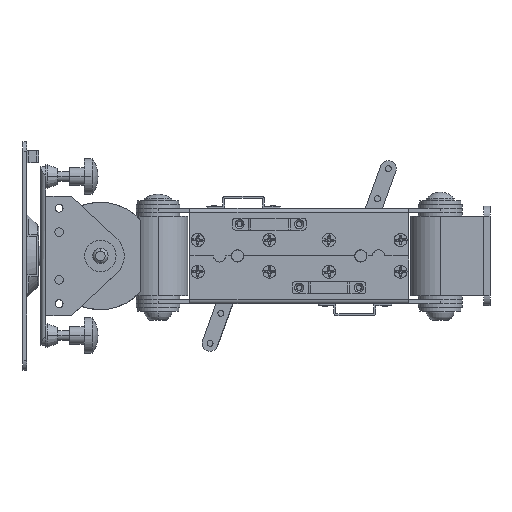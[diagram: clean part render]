
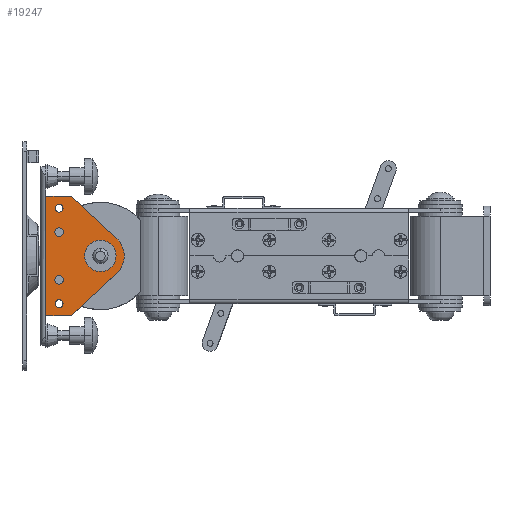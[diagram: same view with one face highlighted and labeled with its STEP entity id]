
A CAD part, top view. The second image highlights one B-rep face of the part: STEP entity #19247.
In plain terms, the highlighted face is planar.
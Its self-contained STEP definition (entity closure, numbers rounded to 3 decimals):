
#1366 = CARTESIAN_POINT ( 'NONE',  ( 9.2, -15.6, -22. ) ) ;
#1370 = CARTESIAN_POINT ( 'NONE',  ( 9.2, -15.6, -26. ) ) ;
#2023 = ORIENTED_EDGE ( 'NONE', *, *, #24135, .T. ) ;
#2025 = ORIENTED_EDGE ( 'NONE', *, *, #24062, .T. ) ;
#2027 = ORIENTED_EDGE ( 'NONE', *, *, #24060, .T. ) ;
#2028 = ORIENTED_EDGE ( 'NONE', *, *, #24061, .F. ) ;
#2029 = ORIENTED_EDGE ( 'NONE', *, *, #24063, .T. ) ;
#2030 = ORIENTED_EDGE ( 'NONE', *, *, #22506, .F. ) ;
#2031 = ORIENTED_EDGE ( 'NONE', *, *, #24065, .T. ) ;
#2032 = ORIENTED_EDGE ( 'NONE', *, *, #22517, .T. ) ;
#2033 = ORIENTED_EDGE ( 'NONE', *, *, #22525, .T. ) ;
#2034 = ORIENTED_EDGE ( 'NONE', *, *, #24066, .T. ) ;
#2035 = ORIENTED_EDGE ( 'NONE', *, *, #24064, .T. ) ;
#2036 = ORIENTED_EDGE ( 'NONE', *, *, #6531, .T. ) ;
#2037 = ORIENTED_EDGE ( 'NONE', *, *, #6532, .T. ) ;
#2341 = CARTESIAN_POINT ( 'NONE',  ( 30., -15.6, 0. ) ) ;
#2342 = DIRECTION ( 'NONE',  ( 0., 1., 0. ) ) ;
#2343 = DIRECTION ( 'NONE',  ( -1., 0., 0. ) ) ;
#2344 = CARTESIAN_POINT ( 'NONE',  ( 9.2, -15.6, 24. ) ) ;
#2345 = DIRECTION ( 'NONE',  ( 0., -1., 0. ) ) ;
#2346 = DIRECTION ( 'NONE',  ( 0., 0., -1. ) ) ;
#2347 = CARTESIAN_POINT ( 'NONE',  ( 9.2, -15.6, 12. ) ) ;
#2348 = DIRECTION ( 'NONE',  ( 0., 1., 0. ) ) ;
#2349 = DIRECTION ( 'NONE',  ( 0., 0., 1. ) ) ;
#2350 = CARTESIAN_POINT ( 'NONE',  ( 9.2, -15.6, -12. ) ) ;
#2351 = DIRECTION ( 'NONE',  ( 0., 1., 0. ) ) ;
#2352 = DIRECTION ( 'NONE',  ( 0., 0., 1. ) ) ;
#2353 = CARTESIAN_POINT ( 'NONE',  ( 2.5, -15.6, 30. ) ) ;
#2354 = DIRECTION ( 'NONE',  ( -1., 0., 0. ) ) ;
#2355 = CARTESIAN_POINT ( 'NONE',  ( 1.085, -15.6, 43.487 ) ) ;
#2356 = DIRECTION ( 'NONE',  ( -0.73, 0., 0.683 ) ) ;
#2357 = CARTESIAN_POINT ( 'NONE',  ( 2.5, -15.6, 45. ) ) ;
#2358 = DIRECTION ( 'NONE',  ( 0., 0., -1. ) ) ;
#2535 = CARTESIAN_POINT ( 'NONE',  ( 30., -15.6, 0. ) ) ;
#2536 = DIRECTION ( 'NONE',  ( 0., 1., 0. ) ) ;
#2537 = DIRECTION ( 'NONE',  ( -1., 0., 0. ) ) ;
#3670 = VERTEX_POINT ( 'NONE', #16940 ) ;
#3861 = VERTEX_POINT ( 'NONE', #17024 ) ;
#3910 = EDGE_LOOP ( 'NONE', ( #2023, #2027 ) ) ;
#4044 = VERTEX_POINT ( 'NONE', #17160 ) ;
#4062 = VERTEX_POINT ( 'NONE', #17161 ) ;
#4250 = CIRCLE ( 'NONE', #4276, 7.9 ) ;
#4273 = CIRCLE ( 'NONE', #4282, 2.15 ) ;
#4275 = CIRCLE ( 'NONE', #4280, 2.15 ) ;
#4276 = AXIS2_PLACEMENT_3D ( 'NONE', #2341, #2342, #2343 ) ;
#4277 = CIRCLE ( 'NONE', #4278, 2. ) ;
#4278 = AXIS2_PLACEMENT_3D ( 'NONE', #2344, #2345, #2346 ) ;
#4280 = AXIS2_PLACEMENT_3D ( 'NONE', #2347, #2348, #2349 ) ;
#4282 = AXIS2_PLACEMENT_3D ( 'NONE', #2350, #2351, #2352 ) ;
#4283 = VECTOR ( 'NONE', #2354, 1000. ) ;
#4284 = VECTOR ( 'NONE', #2356, 1000. ) ;
#4285 = VECTOR ( 'NONE', #2358, 1000. ) ;
#4386 = CIRCLE ( 'NONE', #4394, 7.9 ) ;
#4394 = AXIS2_PLACEMENT_3D ( 'NONE', #2535, #2536, #2537 ) ;
#4452 = VERTEX_POINT ( 'NONE', #17130 ) ;
#4501 = VERTEX_POINT ( 'NONE', #17028 ) ;
#4528 = VERTEX_POINT ( 'NONE', #17280 ) ;
#4551 = VERTEX_POINT ( 'NONE', #25283 ) ;
#4564 = VERTEX_POINT ( 'NONE', #25151 ) ;
#4566 = VERTEX_POINT ( 'NONE', #25134 ) ;
#5162 = LINE ( 'NONE', #21226, #5400 ) ;
#5163 = LINE ( 'NONE', #21233, #5405 ) ;
#5363 = AXIS2_PLACEMENT_3D ( 'NONE', #21297, #21299, #21298 ) ;
#5369 = AXIS2_PLACEMENT_3D ( 'NONE', #21312, #21246, #21245 ) ;
#5375 = CIRCLE ( 'NONE', #5363, 12. ) ;
#5400 = VECTOR ( 'NONE', #21182, 1000. ) ;
#5405 = VECTOR ( 'NONE', #21232, 1000. ) ;
#5418 = CIRCLE ( 'NONE', #5369, 2. ) ;
#6377 = CIRCLE ( 'NONE', #6396, 2. ) ;
#6395 = CIRCLE ( 'NONE', #6402, 2. ) ;
#6396 = AXIS2_PLACEMENT_3D ( 'NONE', #26585, #26586, #26587 ) ;
#6402 = AXIS2_PLACEMENT_3D ( 'NONE', #26595, #26596, #26597 ) ;
#6415 = CIRCLE ( 'NONE', #6417, 2.15 ) ;
#6417 = AXIS2_PLACEMENT_3D ( 'NONE', #26622, #26623, #26624 ) ;
#6428 = CIRCLE ( 'NONE', #6430, 2.15 ) ;
#6430 = AXIS2_PLACEMENT_3D ( 'NONE', #26642, #26643, #26644 ) ;
#6531 = EDGE_CURVE ( 'NONE', #4564, #4501, #5162, .T. ) ;
#6532 = EDGE_CURVE ( 'NONE', #4501, #4551, #5163, .T. ) ;
#6533 = EDGE_CURVE ( 'NONE', #4551, #4452, #5375, .T. ) ;
#6534 = EDGE_CURVE ( 'NONE', #14094, #14073, #5418, .T. ) ;
#6951 = CARTESIAN_POINT ( 'NONE',  ( 9.2, -15.6, 9.85 ) ) ;
#7109 = CARTESIAN_POINT ( 'NONE',  ( 9.2, -15.6, 22. ) ) ;
#8046 = FACE_BOUND ( 'NONE', #3910, .T. ) ;
#8047 = FACE_BOUND ( 'NONE', #22268, .T. ) ;
#8048 = FACE_BOUND ( 'NONE', #21999, .T. ) ;
#8049 = FACE_BOUND ( 'NONE', #21935, .T. ) ;
#8050 = FACE_OUTER_BOUND ( 'NONE', #22003, .T. ) ;
#8051 = FACE_BOUND ( 'NONE', #21965, .T. ) ;
#9013 = VERTEX_POINT ( 'NONE', #6951 ) ;
#9082 = VERTEX_POINT ( 'NONE', #7109 ) ;
#14073 = VERTEX_POINT ( 'NONE', #1366 ) ;
#14094 = VERTEX_POINT ( 'NONE', #1370 ) ;
#14657 = CARTESIAN_POINT ( 'NONE',  ( 22.1, -15.6, 0. ) ) ;
#14665 = CARTESIAN_POINT ( 'NONE',  ( 37.9, -15.6, 0. ) ) ;
#15920 = LINE ( 'NONE', #2353, #4283 ) ;
#15921 = LINE ( 'NONE', #2355, #4284 ) ;
#15922 = LINE ( 'NONE', #2357, #4285 ) ;
#16940 = CARTESIAN_POINT ( 'NONE',  ( 9.2, -15.6, 26. ) ) ;
#17024 = CARTESIAN_POINT ( 'NONE',  ( 9.2, -15.6, 14.15 ) ) ;
#17028 = CARTESIAN_POINT ( 'NONE',  ( 15.5, -15.6, -30. ) ) ;
#17130 = CARTESIAN_POINT ( 'NONE',  ( 38.199, -15.6, 8.763 ) ) ;
#17160 = CARTESIAN_POINT ( 'NONE',  ( 9.2, -15.6, -14.15 ) ) ;
#17161 = CARTESIAN_POINT ( 'NONE',  ( 9.2, -15.6, -9.85 ) ) ;
#17280 = CARTESIAN_POINT ( 'NONE',  ( 2.5, -15.6, 30. ) ) ;
#17742 = PLANE ( 'NONE',  #22968 ) ;
#17743 = CARTESIAN_POINT ( 'NONE',  ( 2.5, -15.6, 45. ) ) ;
#17744 = DIRECTION ( 'NONE',  ( 0., 1., 0. ) ) ;
#17745 = DIRECTION ( 'NONE',  ( 0., 0., 1. ) ) ;
#19247 = ADVANCED_FACE ( 'NONE', ( #8046, #8047, #8048, #8049, #8050, #8051 ), #17742, .F. ) ;
#20087 = ORIENTED_EDGE ( 'NONE', *, *, #6533, .T. ) ;
#20089 = ORIENTED_EDGE ( 'NONE', *, *, #6534, .F. ) ;
#20091 = ORIENTED_EDGE ( 'NONE', *, *, #22502, .F. ) ;
#21182 = DIRECTION ( 'NONE',  ( 1., 0., 0. ) ) ;
#21226 = CARTESIAN_POINT ( 'NONE',  ( 2.5, -15.6, -30. ) ) ;
#21232 = DIRECTION ( 'NONE',  ( 0.73, 0., 0.683 ) ) ;
#21233 = CARTESIAN_POINT ( 'NONE',  ( 45.985, -15.6, -1.477 ) ) ;
#21245 = DIRECTION ( 'NONE',  ( 0., 0., -1. ) ) ;
#21246 = DIRECTION ( 'NONE',  ( 0., -1., 0. ) ) ;
#21297 = CARTESIAN_POINT ( 'NONE',  ( 30., -15.6, 0. ) ) ;
#21298 = DIRECTION ( 'NONE',  ( 0., 0., 1. ) ) ;
#21299 = DIRECTION ( 'NONE',  ( 0., -1., 0. ) ) ;
#21312 = CARTESIAN_POINT ( 'NONE',  ( 9.2, -15.6, -24. ) ) ;
#21935 = EDGE_LOOP ( 'NONE', ( #2029, #2033 ) ) ;
#21965 = EDGE_LOOP ( 'NONE', ( #20089, #20091 ) ) ;
#21999 = EDGE_LOOP ( 'NONE', ( #2025, #2032 ) ) ;
#22003 = EDGE_LOOP ( 'NONE', ( #2031, #2035, #2034, #2036, #2037, #20087 ) ) ;
#22268 = EDGE_LOOP ( 'NONE', ( #2028, #2030 ) ) ;
#22366 = VERTEX_POINT ( 'NONE', #14657 ) ;
#22382 = VERTEX_POINT ( 'NONE', #14665 ) ;
#22502 = EDGE_CURVE ( 'NONE', #14073, #14094, #6377, .T. ) ;
#22506 = EDGE_CURVE ( 'NONE', #3670, #9082, #6395, .T. ) ;
#22517 = EDGE_CURVE ( 'NONE', #9013, #3861, #6415, .T. ) ;
#22525 = EDGE_CURVE ( 'NONE', #4044, #4062, #6428, .T. ) ;
#22968 = AXIS2_PLACEMENT_3D ( 'NONE', #17743, #17744, #17745 ) ;
#24060 = EDGE_CURVE ( 'NONE', #22382, #22366, #4250, .T. ) ;
#24061 = EDGE_CURVE ( 'NONE', #9082, #3670, #4277, .T. ) ;
#24062 = EDGE_CURVE ( 'NONE', #3861, #9013, #4275, .T. ) ;
#24063 = EDGE_CURVE ( 'NONE', #4062, #4044, #4273, .T. ) ;
#24064 = EDGE_CURVE ( 'NONE', #4566, #4528, #15920, .T. ) ;
#24065 = EDGE_CURVE ( 'NONE', #4452, #4566, #15921, .T. ) ;
#24066 = EDGE_CURVE ( 'NONE', #4528, #4564, #15922, .T. ) ;
#24135 = EDGE_CURVE ( 'NONE', #22366, #22382, #4386, .T. ) ;
#25134 = CARTESIAN_POINT ( 'NONE',  ( 15.5, -15.6, 30. ) ) ;
#25151 = CARTESIAN_POINT ( 'NONE',  ( 2.5, -15.6, -30. ) ) ;
#25283 = CARTESIAN_POINT ( 'NONE',  ( 38.199, -15.6, -8.763 ) ) ;
#26585 = CARTESIAN_POINT ( 'NONE',  ( 9.2, -15.6, -24. ) ) ;
#26586 = DIRECTION ( 'NONE',  ( 0., -1., 0. ) ) ;
#26587 = DIRECTION ( 'NONE',  ( 0., 0., -1. ) ) ;
#26595 = CARTESIAN_POINT ( 'NONE',  ( 9.2, -15.6, 24. ) ) ;
#26596 = DIRECTION ( 'NONE',  ( 0., -1., 0. ) ) ;
#26597 = DIRECTION ( 'NONE',  ( 0., 0., -1. ) ) ;
#26622 = CARTESIAN_POINT ( 'NONE',  ( 9.2, -15.6, 12. ) ) ;
#26623 = DIRECTION ( 'NONE',  ( 0., 1., 0. ) ) ;
#26624 = DIRECTION ( 'NONE',  ( 0., 0., 1. ) ) ;
#26642 = CARTESIAN_POINT ( 'NONE',  ( 9.2, -15.6, -12. ) ) ;
#26643 = DIRECTION ( 'NONE',  ( 0., 1., 0. ) ) ;
#26644 = DIRECTION ( 'NONE',  ( 0., 0., 1. ) ) ;
